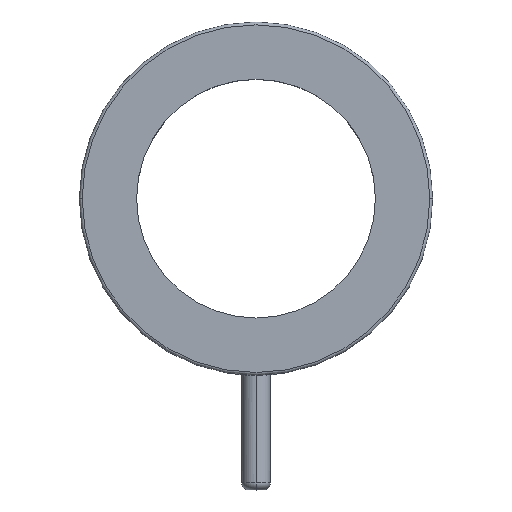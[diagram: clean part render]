
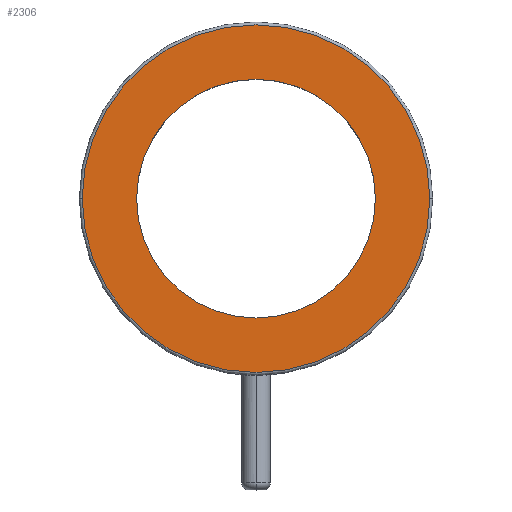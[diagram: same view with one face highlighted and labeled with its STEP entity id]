
A CAD part, top view. The second image highlights one B-rep face of the part: STEP entity #2306.
In plain terms, the highlighted planar face has unit normal (0, 0, 1).
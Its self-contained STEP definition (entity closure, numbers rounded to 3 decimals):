
#126 = EDGE_LOOP ( 'NONE', ( #4084, #1245 ) ) ;
#140 = EDGE_CURVE ( 'NONE', #1230, #318, #4569, .T. ) ;
#186 = DIRECTION ( 'NONE',  ( 1., 0., 0. ) ) ;
#225 = DIRECTION ( 'NONE',  ( 1., 0., 0. ) ) ;
#242 = EDGE_CURVE ( 'NONE', #3010, #2087, #4572, .T. ) ;
#295 = CARTESIAN_POINT ( 'NONE',  ( -18.2, 0., 2.75 ) ) ;
#318 = VERTEX_POINT ( 'NONE', #295 ) ;
#651 = CARTESIAN_POINT ( 'NONE',  ( 0., 0., 2.75 ) ) ;
#747 = EDGE_CURVE ( 'NONE', #318, #1230, #4345, .T. ) ;
#798 = PLANE ( 'NONE',  #3950 ) ;
#857 = FACE_OUTER_BOUND ( 'NONE', #958, .T. ) ;
#958 = EDGE_LOOP ( 'NONE', ( #1349, #3779 ) ) ;
#1022 = DIRECTION ( 'NONE',  ( 0., 0., 1. ) ) ;
#1230 = VERTEX_POINT ( 'NONE', #2949 ) ;
#1245 = ORIENTED_EDGE ( 'NONE', *, *, #242, .F. ) ;
#1349 = ORIENTED_EDGE ( 'NONE', *, *, #140, .T. ) ;
#1355 = DIRECTION ( 'NONE',  ( 1., 0., 0. ) ) ;
#1424 = AXIS2_PLACEMENT_3D ( 'NONE', #651, #3077, #225 ) ;
#1555 = EDGE_CURVE ( 'NONE', #2087, #3010, #4961, .T. ) ;
#1804 = CARTESIAN_POINT ( 'NONE',  ( 0., 0., 2.75 ) ) ;
#2087 = VERTEX_POINT ( 'NONE', #3128 ) ;
#2182 = DIRECTION ( 'NONE',  ( 1., 0., 0. ) ) ;
#2306 = ADVANCED_FACE ( 'NONE', ( #857, #3245 ), #798, .T. ) ;
#2595 = CARTESIAN_POINT ( 'NONE',  ( -12.5, 0., 2.75 ) ) ;
#2616 = DIRECTION ( 'NONE',  ( 0., 0., 1. ) ) ;
#2718 = DIRECTION ( 'NONE',  ( 1., 0., 0. ) ) ;
#2949 = CARTESIAN_POINT ( 'NONE',  ( 18.2, 0., 2.75 ) ) ;
#3010 = VERTEX_POINT ( 'NONE', #2595 ) ;
#3077 = DIRECTION ( 'NONE',  ( 0., 0., 1. ) ) ;
#3128 = CARTESIAN_POINT ( 'NONE',  ( 12.5, 0., 2.75 ) ) ;
#3245 = FACE_BOUND ( 'NONE', #126, .T. ) ;
#3326 = DIRECTION ( 'NONE',  ( 0., 0., 1. ) ) ;
#3582 = AXIS2_PLACEMENT_3D ( 'NONE', #3838, #2616, #186 ) ;
#3593 = CARTESIAN_POINT ( 'NONE',  ( 0., 0., 2.75 ) ) ;
#3709 = AXIS2_PLACEMENT_3D ( 'NONE', #4162, #3326, #1355 ) ;
#3779 = ORIENTED_EDGE ( 'NONE', *, *, #747, .T. ) ;
#3838 = CARTESIAN_POINT ( 'NONE',  ( 0., 0., 2.75 ) ) ;
#3950 = AXIS2_PLACEMENT_3D ( 'NONE', #3593, #4730, #2718 ) ;
#4084 = ORIENTED_EDGE ( 'NONE', *, *, #1555, .F. ) ;
#4162 = CARTESIAN_POINT ( 'NONE',  ( 0., 0., 2.75 ) ) ;
#4345 = CIRCLE ( 'NONE', #3709, 18.2 ) ;
#4569 = CIRCLE ( 'NONE', #5205, 18.2 ) ;
#4572 = CIRCLE ( 'NONE', #1424, 12.5 ) ;
#4730 = DIRECTION ( 'NONE',  ( 0., 0., 1. ) ) ;
#4961 = CIRCLE ( 'NONE', #3582, 12.5 ) ;
#5205 = AXIS2_PLACEMENT_3D ( 'NONE', #1804, #1022, #2182 ) ;
